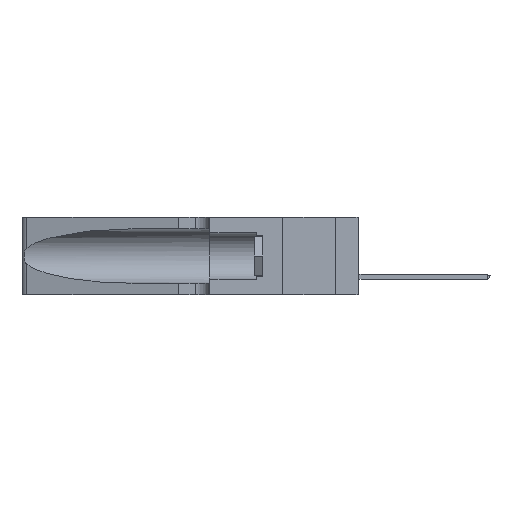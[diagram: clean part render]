
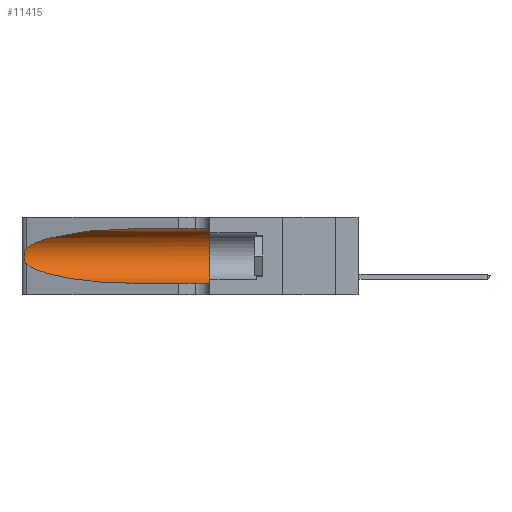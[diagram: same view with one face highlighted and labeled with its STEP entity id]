
A CAD part, left-side view. The second image highlights one B-rep face of the part: STEP entity #11415.
In plain terms, the highlighted cylindrical face has radius 3.308 mm (diameter 6.617 mm), a partial arc.
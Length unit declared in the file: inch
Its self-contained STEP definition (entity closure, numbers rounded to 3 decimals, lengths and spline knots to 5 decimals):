
#840 = ORIENTED_EDGE ( 'NONE', *, *, #4426, .T. ) ;
#1732 = VERTEX_POINT ( 'NONE', #26539 ) ;
#1955 = VERTEX_POINT ( 'NONE', #17364 ) ;
#2743 = DIRECTION ( 'NONE',  ( 0., -1., 0. ) ) ;
#3536 = ORIENTED_EDGE ( 'NONE', *, *, #15800, .T. ) ;
#3762 = EDGE_CURVE ( 'NONE', #18531, #1732, #19609, .T. ) ;
#4014 = VERTEX_POINT ( 'NONE', #4882 ) ;
#4426 = EDGE_CURVE ( 'NONE', #1732, #11499, #15904, .T. ) ;
#4596 = CARTESIAN_POINT ( 'NONE',  ( 0.25487, 1.22718, 0.14631 ) ) ;
#4702 = VECTOR ( 'NONE', #8998, 39.37008 ) ;
#4841 = CARTESIAN_POINT ( 'NONE',  ( 0.25639, 1.23184, 0.21858 ) ) ;
#4882 = CARTESIAN_POINT ( 'NONE',  ( 0.1305, 0.72297, 0.31525 ) ) ;
#5242 = CARTESIAN_POINT ( 'NONE',  ( 0.1305, 0.35, 0.05475 ) ) ;
#5298 = CARTESIAN_POINT ( 'NONE',  ( 0.1305, 0.72297, 0.05475 ) ) ;
#5530 = AXIS2_PLACEMENT_3D ( 'NONE', #9918, #18264, #26679 ) ;
#6385 = VERTEX_POINT ( 'NONE', #5242 ) ;
#6742 = CARTESIAN_POINT ( 'NONE',  ( 0.1305, 1.61858, 0.185 ) ) ;
#7121 = CARTESIAN_POINT ( 'NONE',  ( 0.25789, 1.23486, 0.15765 ) ) ;
#7534 = DIRECTION ( 'NONE',  ( 0., -1., 0. ) ) ;
#7888 = AXIS2_PLACEMENT_3D ( 'NONE', #6742, #2743, #15180 ) ;
#7918 = EDGE_LOOP ( 'NONE', ( #3536, #13055, #840, #22947, #25890, #14937 ) ) ;
#8419 = CARTESIAN_POINT ( 'NONE',  ( 0.2373, 1.15595, 0.08982 ) ) ;
#8998 = DIRECTION ( 'NONE',  ( 0., -1., 0. ) ) ;
#9918 = CARTESIAN_POINT ( 'NONE',  ( 0.1305, 0.35, 0.185 ) ) ;
#9940 = CARTESIAN_POINT ( 'NONE',  ( 0.2373, 1.15595, 0.28018 ) ) ;
#9950 = LINE ( 'NONE', #11815, #15535 ) ;
#11129 = CARTESIAN_POINT ( 'NONE',  ( 0.25787, 1.23484, 0.2124 ) ) ;
#11415 = ADVANCED_FACE ( 'NONE', ( #25339 ), #16820, .F. ) ;
#11499 = VERTEX_POINT ( 'NONE', #5298 ) ;
#11599 = CARTESIAN_POINT ( 'NONE',  ( 0.25856, 1.23593, 0.16098 ) ) ;
#11815 = CARTESIAN_POINT ( 'NONE',  ( 0.1305, 1.61858, 0.05475 ) ) ;
#11824 = EDGE_CURVE ( 'NONE', #4014, #1955, #24989, .T. ) ;
#12857 = CARTESIAN_POINT ( 'NONE',  ( 0.26075, 1.23896, 0.178 ) ) ;
#12872 = CARTESIAN_POINT ( 'NONE',  ( 0.1305, 0.72297, 0.05475 ) ) ;
#13055 = ORIENTED_EDGE ( 'NONE', *, *, #3762, .T. ) ;
#13231 = CARTESIAN_POINT ( 'NONE',  ( 0.26018, 1.23835, 0.19895 ) ) ;
#14155 = CARTESIAN_POINT ( 'NONE',  ( 0.1305, 0.72297, 0.31525 ) ) ;
#14726 =( BOUNDED_CURVE ( )  B_SPLINE_CURVE ( 3, ( #14155, #22317, #9940, #20315 ),
 .UNSPECIFIED., .F., .T. ) 
 B_SPLINE_CURVE_WITH_KNOTS ( ( 4, 4 ),
 ( 1.5708, 2.84003 ),
 .UNSPECIFIED. ) 
 CURVE ( )  GEOMETRIC_REPRESENTATION_ITEM ( )  RATIONAL_B_SPLINE_CURVE ( ( 1., 0.87, 0.87, 1. ) ) 
 REPRESENTATION_ITEM ( '' )  );
#14937 = ORIENTED_EDGE ( 'NONE', *, *, #11824, .F. ) ;
#15180 = DIRECTION ( 'NONE',  ( 0., 0., -1. ) ) ;
#15432 = CARTESIAN_POINT ( 'NONE',  ( 0.1305, 1.61858, 0.31525 ) ) ;
#15535 = VECTOR ( 'NONE', #7534, 39.37008 ) ;
#15800 = EDGE_CURVE ( 'NONE', #4014, #18531, #14726, .T. ) ;
#15904 =( BOUNDED_CURVE ( )  B_SPLINE_CURVE ( 3, ( #4596, #8419, #19060, #12872 ),
 .UNSPECIFIED., .F., .F. ) 
 B_SPLINE_CURVE_WITH_KNOTS ( ( 4, 4 ),
 ( 3.44316, 4.71239 ),
 .UNSPECIFIED. ) 
 CURVE ( )  GEOMETRIC_REPRESENTATION_ITEM ( )  RATIONAL_B_SPLINE_CURVE ( ( 1., 0.87, 0.87, 1. ) ) 
 REPRESENTATION_ITEM ( '' )  );
#16584 = EDGE_CURVE ( 'NONE', #1955, #6385, #24885, .T. ) ;
#16820 = CYLINDRICAL_SURFACE ( 'NONE', #7888, 0.13025 ) ;
#17364 = CARTESIAN_POINT ( 'NONE',  ( 0.1305, 0.35, 0.31525 ) ) ;
#17465 = CARTESIAN_POINT ( 'NONE',  ( 0.25555, 1.22994, 0.2215 ) ) ;
#17651 = CARTESIAN_POINT ( 'NONE',  ( 0.26017, 1.23833, 0.17102 ) ) ;
#17857 = CARTESIAN_POINT ( 'NONE',  ( 0.25487, 1.22718, 0.22369 ) ) ;
#18264 = DIRECTION ( 'NONE',  ( 0., 1., 0. ) ) ;
#18531 = VERTEX_POINT ( 'NONE', #17857 ) ;
#19060 = CARTESIAN_POINT ( 'NONE',  ( 0.18966, 0.96281, 0.05475 ) ) ;
#19211 = CARTESIAN_POINT ( 'NONE',  ( 0.25487, 1.22718, 0.22369 ) ) ;
#19609 = B_SPLINE_CURVE_WITH_KNOTS ( 'NONE', 3,
 ( #19211, #17465, #4841, #11129, #25800, #13231, #25443, #12857, #17651, #11599, #7121, #24054, #26268, #23873 ),
 .UNSPECIFIED., .F., .F.,
 ( 4, 2, 2, 2, 2, 2, 4 ),
 ( 0., 0.00027, 0.00053, 0.00107, 0.0016, 0.00187, 0.00214 ),
 .UNSPECIFIED. ) ;
#20315 = CARTESIAN_POINT ( 'NONE',  ( 0.25487, 1.22718, 0.22369 ) ) ;
#21226 = EDGE_CURVE ( 'NONE', #11499, #6385, #9950, .T. ) ;
#22317 = CARTESIAN_POINT ( 'NONE',  ( 0.18966, 0.96281, 0.31525 ) ) ;
#22947 = ORIENTED_EDGE ( 'NONE', *, *, #21226, .T. ) ;
#23873 = CARTESIAN_POINT ( 'NONE',  ( 0.25487, 1.22718, 0.14631 ) ) ;
#24054 = CARTESIAN_POINT ( 'NONE',  ( 0.25639, 1.23186, 0.15144 ) ) ;
#24885 = CIRCLE ( 'NONE', #5530, 0.13025 ) ;
#24989 = LINE ( 'NONE', #15432, #4702 ) ;
#25339 = FACE_OUTER_BOUND ( 'NONE', #7918, .T. ) ;
#25443 = CARTESIAN_POINT ( 'NONE',  ( 0.26075, 1.23896, 0.19203 ) ) ;
#25800 = CARTESIAN_POINT ( 'NONE',  ( 0.25854, 1.2359, 0.20912 ) ) ;
#25890 = ORIENTED_EDGE ( 'NONE', *, *, #16584, .F. ) ;
#26268 = CARTESIAN_POINT ( 'NONE',  ( 0.25555, 1.22993, 0.14849 ) ) ;
#26539 = CARTESIAN_POINT ( 'NONE',  ( 0.25487, 1.22718, 0.14631 ) ) ;
#26679 = DIRECTION ( 'NONE',  ( 0., 0., 1. ) ) ;
